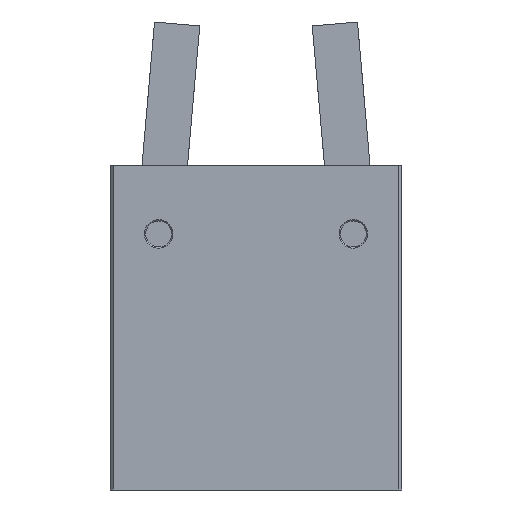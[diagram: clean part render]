
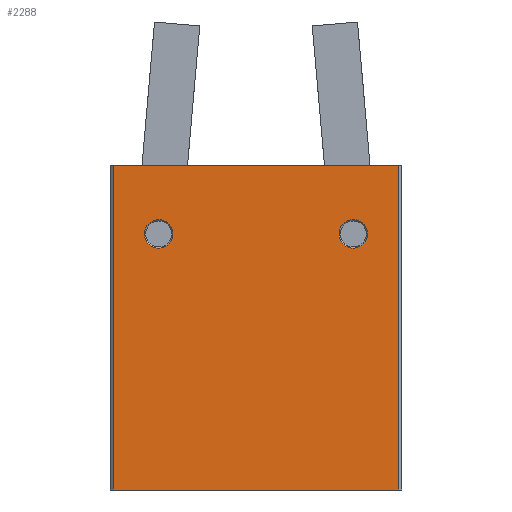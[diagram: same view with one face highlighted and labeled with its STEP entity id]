
A CAD part, left-side view. The second image highlights one B-rep face of the part: STEP entity #2288.
In plain terms, the highlighted planar face has unit normal (-1, 0, 0).
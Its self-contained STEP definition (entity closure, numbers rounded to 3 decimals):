
#2141=AXIS2_PLACEMENT_3D('Plane Axis2P3D',#2138,#2139,#2140) ;
#667=CARTESIAN_POINT('Line Origine',(-13.,0.,-50.)) ;
#671=CARTESIAN_POINT('Vertex',(-13.,-22.,-50.)) ;
#673=CARTESIAN_POINT('Vertex',(-13.,22.,-50.)) ;
#2138=CARTESIAN_POINT('Axis2P3D Location',(-13.,-22.,-50.)) ;
#2143=CARTESIAN_POINT('Line Origine',(-13.,0.,0.)) ;
#2147=CARTESIAN_POINT('Vertex',(-13.,-22.,0.)) ;
#2149=CARTESIAN_POINT('Vertex',(-13.,22.,0.)) ;
#2152=CARTESIAN_POINT('Line Origine',(-13.,22.,-25.)) ;
#2157=CARTESIAN_POINT('Line Origine',(-13.,-22.,-25.)) ;
#2169=CARTESIAN_POINT('Control Point',(-13.,15.,-8.3)) ;
#2170=CARTESIAN_POINT('Control Point',(-13.,15.218,-8.3)) ;
#2171=CARTESIAN_POINT('Control Point',(-13.,15.436,-8.327)) ;
#2172=CARTESIAN_POINT('Control Point',(-13.,15.65,-8.381)) ;
#2173=CARTESIAN_POINT('Control Point',(-13.,16.059,-8.541)) ;
#2174=CARTESIAN_POINT('Control Point',(-13.,16.417,-8.796)) ;
#2175=CARTESIAN_POINT('Control Point',(-13.,16.579,-8.945)) ;
#2176=CARTESIAN_POINT('Control Point',(-13.,16.863,-9.28)) ;
#2177=CARTESIAN_POINT('Control Point',(-13.,17.057,-9.674)) ;
#2178=CARTESIAN_POINT('Control Point',(-13.,17.128,-9.882)) ;
#2179=CARTESIAN_POINT('Control Point',(-13.,17.219,-10.312)) ;
#2180=CARTESIAN_POINT('Control Point',(-13.,17.202,-10.751)) ;
#2181=CARTESIAN_POINT('Control Point',(-13.,17.166,-10.968)) ;
#2182=CARTESIAN_POINT('Control Point',(-13.,17.042,-11.39)) ;
#2183=CARTESIAN_POINT('Control Point',(-13.,16.818,-11.768)) ;
#2184=CARTESIAN_POINT('Control Point',(-13.,16.683,-11.942)) ;
#2185=CARTESIAN_POINT('Control Point',(-13.,16.373,-12.253)) ;
#2186=CARTESIAN_POINT('Control Point',(-13.,15.997,-12.48)) ;
#2187=CARTESIAN_POINT('Control Point',(-13.,15.795,-12.569)) ;
#2188=CARTESIAN_POINT('Control Point',(-13.,15.513,-12.654)) ;
#2189=CARTESIAN_POINT('Control Point',(-13.,15.223,-12.691)) ;
#2190=CARTESIAN_POINT('Control Point',(-13.,15.149,-12.697)) ;
#2191=CARTESIAN_POINT('Control Point',(-13.,15.074,-12.7)) ;
#2192=CARTESIAN_POINT('Control Point',(-13.,15.,-12.7)) ;
#2193=CARTESIAN_POINT('Vertex',(-13.,15.,-8.3)) ;
#2195=CARTESIAN_POINT('Vertex',(-13.,15.,-12.7)) ;
#2199=CARTESIAN_POINT('Control Point',(-13.,15.,-12.7)) ;
#2200=CARTESIAN_POINT('Control Point',(-13.,14.782,-12.7)) ;
#2201=CARTESIAN_POINT('Control Point',(-13.,14.564,-12.673)) ;
#2202=CARTESIAN_POINT('Control Point',(-13.,14.35,-12.619)) ;
#2203=CARTESIAN_POINT('Control Point',(-13.,13.941,-12.459)) ;
#2204=CARTESIAN_POINT('Control Point',(-13.,13.583,-12.204)) ;
#2205=CARTESIAN_POINT('Control Point',(-13.,13.421,-12.055)) ;
#2206=CARTESIAN_POINT('Control Point',(-13.,13.137,-11.72)) ;
#2207=CARTESIAN_POINT('Control Point',(-13.,12.943,-11.326)) ;
#2208=CARTESIAN_POINT('Control Point',(-13.,12.872,-11.118)) ;
#2209=CARTESIAN_POINT('Control Point',(-13.,12.781,-10.688)) ;
#2210=CARTESIAN_POINT('Control Point',(-13.,12.798,-10.249)) ;
#2211=CARTESIAN_POINT('Control Point',(-13.,12.834,-10.032)) ;
#2212=CARTESIAN_POINT('Control Point',(-13.,12.958,-9.61)) ;
#2213=CARTESIAN_POINT('Control Point',(-13.,13.182,-9.232)) ;
#2214=CARTESIAN_POINT('Control Point',(-13.,13.317,-9.058)) ;
#2215=CARTESIAN_POINT('Control Point',(-13.,13.627,-8.747)) ;
#2216=CARTESIAN_POINT('Control Point',(-13.,14.003,-8.52)) ;
#2217=CARTESIAN_POINT('Control Point',(-13.,14.205,-8.431)) ;
#2218=CARTESIAN_POINT('Control Point',(-13.,14.487,-8.346)) ;
#2219=CARTESIAN_POINT('Control Point',(-13.,14.777,-8.309)) ;
#2220=CARTESIAN_POINT('Control Point',(-13.,14.851,-8.303)) ;
#2221=CARTESIAN_POINT('Control Point',(-13.,14.926,-8.3)) ;
#2222=CARTESIAN_POINT('Control Point',(-13.,15.,-8.3)) ;
#2229=CARTESIAN_POINT('Control Point',(-13.,-15.,-8.3)) ;
#2230=CARTESIAN_POINT('Control Point',(-13.,-14.782,-8.3)) ;
#2231=CARTESIAN_POINT('Control Point',(-13.,-14.564,-8.327)) ;
#2232=CARTESIAN_POINT('Control Point',(-13.,-14.35,-8.381)) ;
#2233=CARTESIAN_POINT('Control Point',(-13.,-13.941,-8.541)) ;
#2234=CARTESIAN_POINT('Control Point',(-13.,-13.583,-8.796)) ;
#2235=CARTESIAN_POINT('Control Point',(-13.,-13.421,-8.945)) ;
#2236=CARTESIAN_POINT('Control Point',(-13.,-13.137,-9.28)) ;
#2237=CARTESIAN_POINT('Control Point',(-13.,-12.943,-9.674)) ;
#2238=CARTESIAN_POINT('Control Point',(-13.,-12.872,-9.882)) ;
#2239=CARTESIAN_POINT('Control Point',(-13.,-12.781,-10.312)) ;
#2240=CARTESIAN_POINT('Control Point',(-13.,-12.798,-10.751)) ;
#2241=CARTESIAN_POINT('Control Point',(-13.,-12.834,-10.968)) ;
#2242=CARTESIAN_POINT('Control Point',(-13.,-12.958,-11.39)) ;
#2243=CARTESIAN_POINT('Control Point',(-13.,-13.182,-11.768)) ;
#2244=CARTESIAN_POINT('Control Point',(-13.,-13.317,-11.942)) ;
#2245=CARTESIAN_POINT('Control Point',(-13.,-13.627,-12.253)) ;
#2246=CARTESIAN_POINT('Control Point',(-13.,-14.003,-12.48)) ;
#2247=CARTESIAN_POINT('Control Point',(-13.,-14.205,-12.569)) ;
#2248=CARTESIAN_POINT('Control Point',(-13.,-14.487,-12.654)) ;
#2249=CARTESIAN_POINT('Control Point',(-13.,-14.777,-12.691)) ;
#2250=CARTESIAN_POINT('Control Point',(-13.,-14.851,-12.697)) ;
#2251=CARTESIAN_POINT('Control Point',(-13.,-14.926,-12.7)) ;
#2252=CARTESIAN_POINT('Control Point',(-13.,-15.,-12.7)) ;
#2253=CARTESIAN_POINT('Vertex',(-13.,-15.,-8.3)) ;
#2255=CARTESIAN_POINT('Vertex',(-13.,-15.,-12.7)) ;
#2259=CARTESIAN_POINT('Control Point',(-13.,-15.,-12.7)) ;
#2260=CARTESIAN_POINT('Control Point',(-13.,-15.218,-12.7)) ;
#2261=CARTESIAN_POINT('Control Point',(-13.,-15.436,-12.673)) ;
#2262=CARTESIAN_POINT('Control Point',(-13.,-15.65,-12.619)) ;
#2263=CARTESIAN_POINT('Control Point',(-13.,-16.059,-12.459)) ;
#2264=CARTESIAN_POINT('Control Point',(-13.,-16.417,-12.204)) ;
#2265=CARTESIAN_POINT('Control Point',(-13.,-16.579,-12.055)) ;
#2266=CARTESIAN_POINT('Control Point',(-13.,-16.863,-11.72)) ;
#2267=CARTESIAN_POINT('Control Point',(-13.,-17.057,-11.326)) ;
#2268=CARTESIAN_POINT('Control Point',(-13.,-17.128,-11.118)) ;
#2269=CARTESIAN_POINT('Control Point',(-13.,-17.219,-10.688)) ;
#2270=CARTESIAN_POINT('Control Point',(-13.,-17.202,-10.249)) ;
#2271=CARTESIAN_POINT('Control Point',(-13.,-17.166,-10.032)) ;
#2272=CARTESIAN_POINT('Control Point',(-13.,-17.042,-9.61)) ;
#2273=CARTESIAN_POINT('Control Point',(-13.,-16.818,-9.232)) ;
#2274=CARTESIAN_POINT('Control Point',(-13.,-16.683,-9.058)) ;
#2275=CARTESIAN_POINT('Control Point',(-13.,-16.373,-8.747)) ;
#2276=CARTESIAN_POINT('Control Point',(-13.,-15.997,-8.52)) ;
#2277=CARTESIAN_POINT('Control Point',(-13.,-15.795,-8.431)) ;
#2278=CARTESIAN_POINT('Control Point',(-13.,-15.513,-8.346)) ;
#2279=CARTESIAN_POINT('Control Point',(-13.,-15.223,-8.309)) ;
#2280=CARTESIAN_POINT('Control Point',(-13.,-15.149,-8.303)) ;
#2281=CARTESIAN_POINT('Control Point',(-13.,-15.074,-8.3)) ;
#2282=CARTESIAN_POINT('Control Point',(-13.,-15.,-8.3)) ;
#668=DIRECTION('Vector Direction',(0.,1.,0.)) ;
#2139=DIRECTION('Axis2P3D Direction',(1.,0.,-0.)) ;
#2140=DIRECTION('Axis2P3D XDirection',(0.,0.,1.)) ;
#2144=DIRECTION('Vector Direction',(0.,1.,0.)) ;
#2153=DIRECTION('Vector Direction',(0.,0.,1.)) ;
#2158=DIRECTION('Vector Direction',(0.,0.,1.)) ;
#669=VECTOR('Line Direction',#668,1.) ;
#2145=VECTOR('Line Direction',#2144,1.) ;
#2154=VECTOR('Line Direction',#2153,1.) ;
#2159=VECTOR('Line Direction',#2158,1.) ;
#2163=ORIENTED_EDGE('',*,*,#2151,.T.) ;
#2164=ORIENTED_EDGE('',*,*,#2156,.F.) ;
#2165=ORIENTED_EDGE('',*,*,#675,.F.) ;
#2166=ORIENTED_EDGE('',*,*,#2161,.T.) ;
#2225=ORIENTED_EDGE('',*,*,#2197,.F.) ;
#2226=ORIENTED_EDGE('',*,*,#2223,.F.) ;
#2285=ORIENTED_EDGE('',*,*,#2257,.F.) ;
#2286=ORIENTED_EDGE('',*,*,#2283,.F.) ;
#2227=FACE_BOUND('',#2224,.T.) ;
#2287=FACE_BOUND('',#2284,.T.) ;
#2288=ADVANCED_FACE('GPA_20_T03_1357543_TUENKERS',(#2167,#2227,#2287),#2142,.F.) ;
#2168=B_SPLINE_CURVE_WITH_KNOTS('',5,(#2169,#2170,#2171,#2172,#2173,#2174,#2175,#2176,#2177,#2178,#2179,#2180,#2181,#2182,#2183,#2184,#2185,#2186,#2187,#2188,#2189,#2190,#2191,#2192),.UNSPECIFIED.,.F.,.U.,(6,3,3,3,3,3,3,6),(0.,1.541,3.083,4.624,6.166,7.707,9.248,9.774),.UNSPECIFIED.) ;
#2198=B_SPLINE_CURVE_WITH_KNOTS('',5,(#2199,#2200,#2201,#2202,#2203,#2204,#2205,#2206,#2207,#2208,#2209,#2210,#2211,#2212,#2213,#2214,#2215,#2216,#2217,#2218,#2219,#2220,#2221,#2222),.UNSPECIFIED.,.F.,.U.,(6,3,3,3,3,3,3,6),(0.,1.541,3.083,4.624,6.166,7.707,9.248,9.774),.UNSPECIFIED.) ;
#2228=B_SPLINE_CURVE_WITH_KNOTS('',5,(#2229,#2230,#2231,#2232,#2233,#2234,#2235,#2236,#2237,#2238,#2239,#2240,#2241,#2242,#2243,#2244,#2245,#2246,#2247,#2248,#2249,#2250,#2251,#2252),.UNSPECIFIED.,.F.,.U.,(6,3,3,3,3,3,3,6),(0.,1.541,3.083,4.624,6.166,7.707,9.248,9.774),.UNSPECIFIED.) ;
#2258=B_SPLINE_CURVE_WITH_KNOTS('',5,(#2259,#2260,#2261,#2262,#2263,#2264,#2265,#2266,#2267,#2268,#2269,#2270,#2271,#2272,#2273,#2274,#2275,#2276,#2277,#2278,#2279,#2280,#2281,#2282),.UNSPECIFIED.,.F.,.U.,(6,3,3,3,3,3,3,6),(0.,1.541,3.083,4.624,6.166,7.707,9.248,9.774),.UNSPECIFIED.) ;
#675=EDGE_CURVE('',#672,#674,#670,.T.) ;
#2151=EDGE_CURVE('',#2148,#2150,#2146,.T.) ;
#2156=EDGE_CURVE('',#674,#2150,#2155,.T.) ;
#2161=EDGE_CURVE('',#672,#2148,#2160,.T.) ;
#2197=EDGE_CURVE('',#2194,#2196,#2168,.T.) ;
#2223=EDGE_CURVE('',#2196,#2194,#2198,.T.) ;
#2257=EDGE_CURVE('',#2254,#2256,#2228,.T.) ;
#2283=EDGE_CURVE('',#2256,#2254,#2258,.T.) ;
#2162=EDGE_LOOP('',(#2163,#2164,#2165,#2166)) ;
#2224=EDGE_LOOP('',(#2225,#2226)) ;
#2284=EDGE_LOOP('',(#2285,#2286)) ;
#2167=FACE_OUTER_BOUND('',#2162,.T.) ;
#670=LINE('Line',#667,#669) ;
#2146=LINE('Line',#2143,#2145) ;
#2155=LINE('Line',#2152,#2154) ;
#2160=LINE('Line',#2157,#2159) ;
#2142=PLANE('Plane',#2141) ;
#672=VERTEX_POINT('',#671) ;
#674=VERTEX_POINT('',#673) ;
#2148=VERTEX_POINT('',#2147) ;
#2150=VERTEX_POINT('',#2149) ;
#2194=VERTEX_POINT('',#2193) ;
#2196=VERTEX_POINT('',#2195) ;
#2254=VERTEX_POINT('',#2253) ;
#2256=VERTEX_POINT('',#2255) ;
